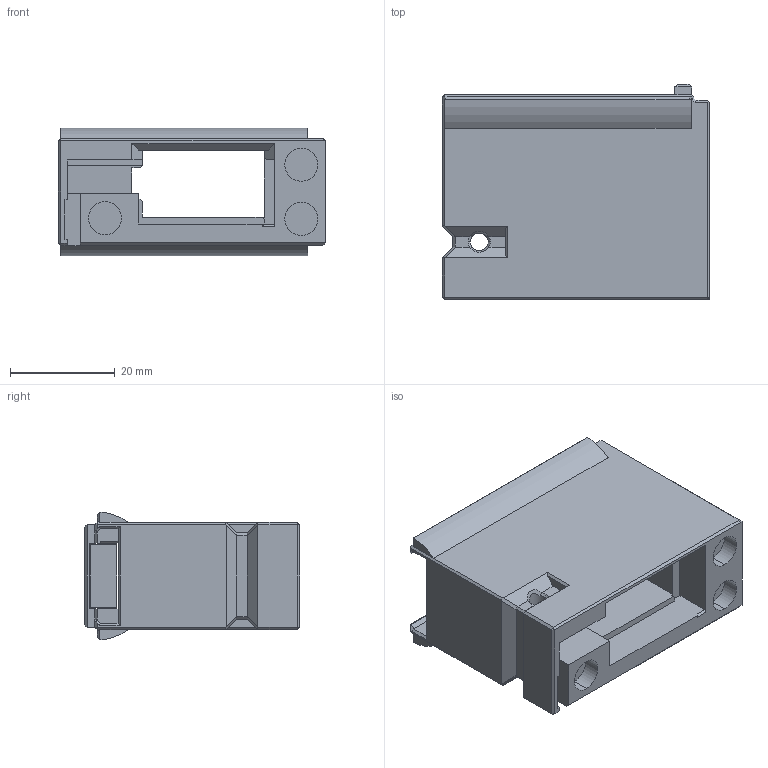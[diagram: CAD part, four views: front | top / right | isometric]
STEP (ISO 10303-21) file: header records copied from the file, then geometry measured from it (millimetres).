
FILE_DESCRIPTION (( 'STEP AP203' ), '1' );
FILE_NAME ('Blobifier Servo.STEP', '2024-05-23T21:20:28', ( '' ), ( '' ), 'SwSTEP 2.0', 'SolidWorks 2024', '' );
FILE_SCHEMA (( 'CONFIG_CONTROL_DESIGN' ));
Length unit declared in the file: millimetre
Products named in the file (1): Blobifier Servo
Bounding box: 50.9 x 41 x 24.37 mm (x, y, z)
Volume: 22799.4 mm3; surface area: 11500.7 mm2
Topology: 2 solids, 2 shells, 189 faces, 522 edges, 334 vertices
Faces by surface type: plane 166, cylinder 11, cone 8, bspline 4
Entity records: 6105 total; most frequent: CARTESIAN_POINT 1266, ORIENTED_EDGE 1044, DIRECTION 896, EDGE_CURVE 522, VECTOR 456, LINE 456, VERTEX_POINT 334, AXIS2_PLACEMENT_3D 220
